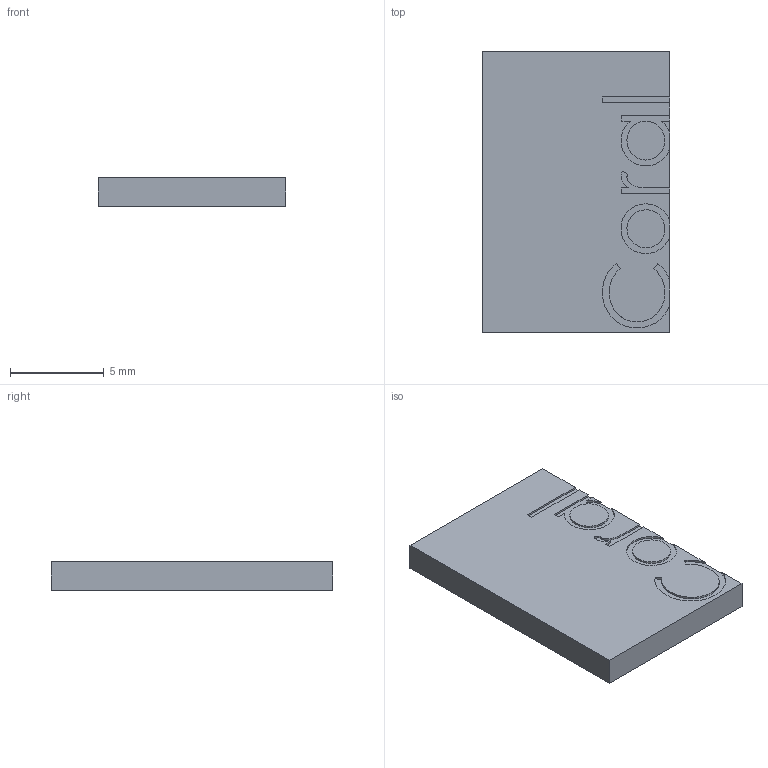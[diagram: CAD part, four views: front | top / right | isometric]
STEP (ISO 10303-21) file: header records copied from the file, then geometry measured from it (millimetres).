
FILE_DESCRIPTION (( 'STEP AP214' ), '1' );
FILE_NAME ('CoralTPU.STEP', '2020-10-08T06:09:28', ( '' ), ( '' ), 'SwSTEP 2.0', 'SolidWorks 2020', '' );
FILE_SCHEMA (( 'AUTOMOTIVE_DESIGN' ));
Length unit declared in the file: millimetre
Products named in the file (1): CoralTPU
Bounding box: 10 x 15 x 1.5 mm (x, y, z)
Volume: 224 mm3; surface area: 380.8 mm2
Topology: 1 solids, 1 shells, 60 faces, 168 edges, 112 vertices
Faces by surface type: bspline 32, plane 28
Entity records: 4027 total; most frequent: CARTESIAN_POINT 2105, ORIENTED_EDGE 336, EDGE_CURVE 168, DIRECTION 162, VERTEX_POINT 112, LINE 104, VECTOR 104, B_SPLINE_CURVE_WITH_KNOTS 64
